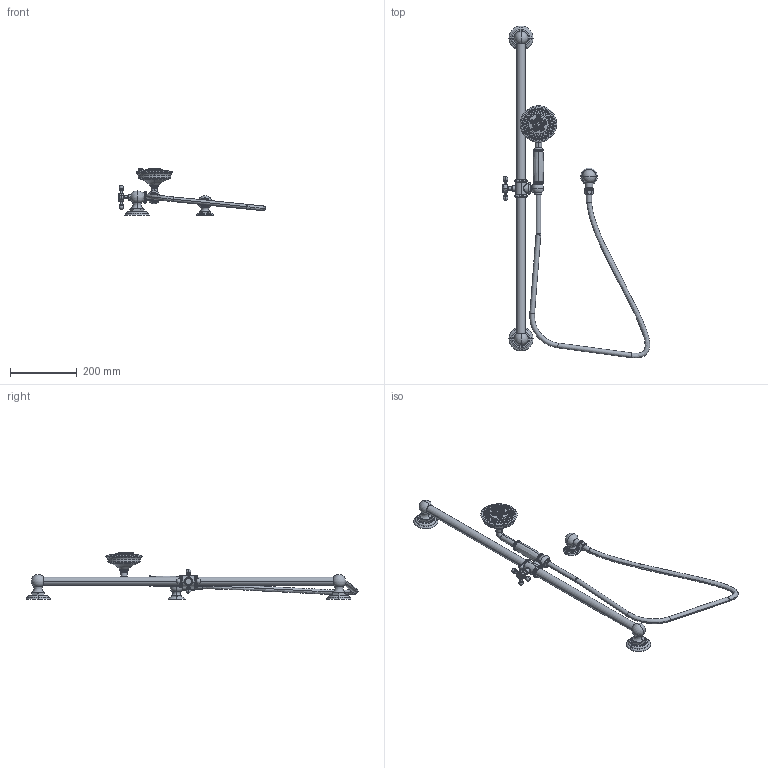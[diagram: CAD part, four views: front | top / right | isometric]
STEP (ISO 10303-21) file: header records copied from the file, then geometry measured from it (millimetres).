
FILE_DESCRIPTION((''),'2;1');
FILE_NAME('280E','2020-12-10T16:39:03',('jinson.thomas'),(''),'CREO PARAMETRIC BY PTC INC, 2018400','CREO PARAMETRIC BY PTC INC, 2018400','');
FILE_SCHEMA(('CONFIG_CONTROL_DESIGN'));
Products named in the file (1): 280E
Bounding box: 442.33 x 995 x 141.33 mm (x, y, z)
Volume: 1001031.9 mm3; surface area: 292683.3 mm2
Topology: 1 solids, 3 shells, 1358 faces, 2850 edges, 1664 vertices
Faces by surface type: torus 460, cone 312, cylinder 255, plane 181, sphere 78, bspline 70, revolution 2
Entity records: 53735 total; most frequent: CARTESIAN_POINT 24843, DIRECTION 6513, ORIENTED_EDGE 5658, AXIS2_PLACEMENT_3D 2944, EDGE_CURVE 2829, VERTEX_POINT 1664, CIRCLE 1658, EDGE_LOOP 1545
